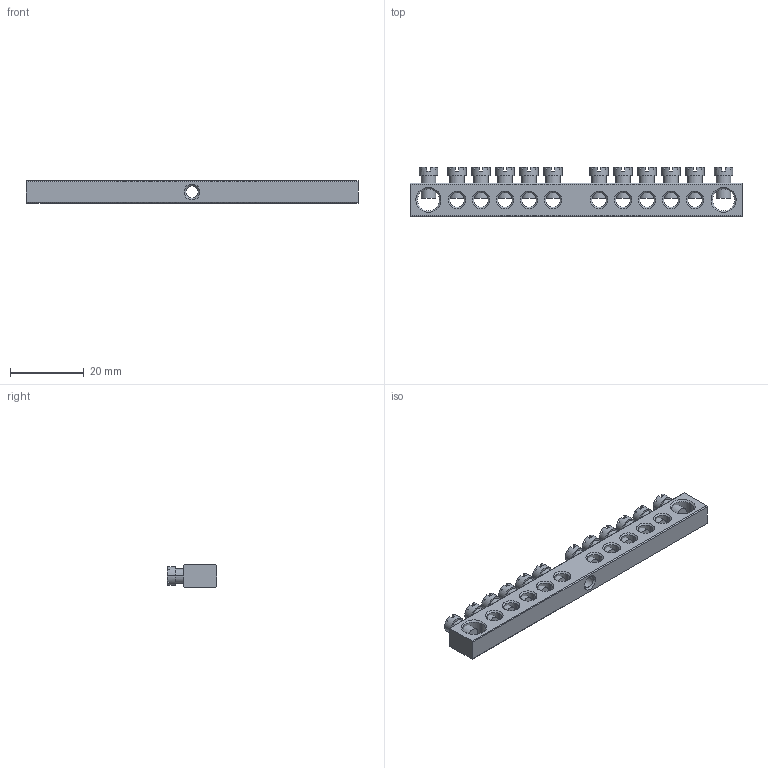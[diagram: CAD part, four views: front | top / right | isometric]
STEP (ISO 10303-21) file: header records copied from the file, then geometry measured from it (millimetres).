
FILE_DESCRIPTION (( 'STEP AP214' ), '1' );
FILE_NAME ('YNN10-12-100 Øèíà PEN çåìëÿ-íîëü 6õ9ìì 12_1 (12 ãðóïïû_êðåï ïî öåíòð) ÈÝÊ.STEP', '2016-08-24T13:10:49', ( 'user' ), ( '' ), 'SwSTEP 2.0', 'SolidWorks 2014', '' );
FILE_SCHEMA (( 'AUTOMOTIVE_DESIGN' ));
Length unit declared in the file: millimetre
Products named in the file (3): YNN10-12-100 Øèíà PEN çåìëÿ-íîëü 6õ9ìì 12_1 (12 ãðóïïû_êðåï ïî öåíòð) ÈÝÊ; Øèíà ÂõÍ n-1_6å9 12-1; Âèíò_Œ4
Assembly tree (13 placements, depth 2):
  YNN10-12-100 Øèíà PEN çåìëÿ-íîëü 6õ9ìì 12_1 (12 ãðóïïû_êðåï ïî öåíòð) ÈÝÊ
    Øèíà ÂõÍ n-1_6å9 12-1
    Âèíò_Œ4  x12
Bounding box: 90 x 13.3 x 6 mm (x, y, z)
Volume: 4683.3 mm3; surface area: 5461.5 mm2
Topology: 13 solids, 13 shells, 616 faces, 1658 edges, 1068 vertices
Faces by surface type: plane 382, cone 136, cylinder 98
Entity records: 6435 total; most frequent: CARTESIAN_POINT 1611, DIRECTION 969, ORIENTED_EDGE 870, EDGE_CURVE 435, AXIS2_PLACEMENT_3D 381, VERTEX_POINT 265, EDGE_LOOP 228, LINE 207
